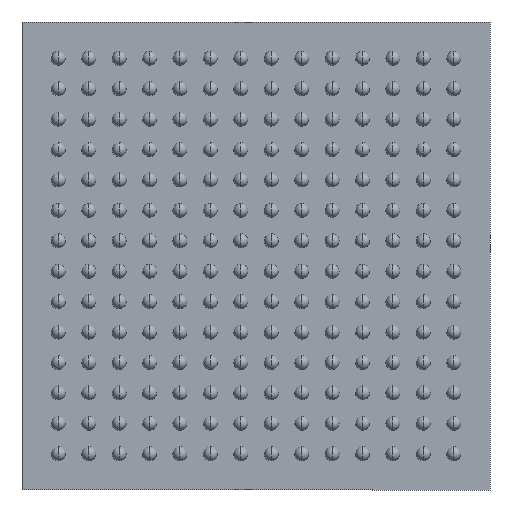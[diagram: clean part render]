
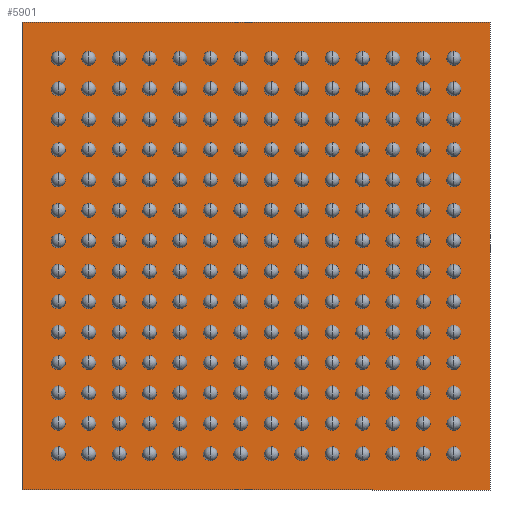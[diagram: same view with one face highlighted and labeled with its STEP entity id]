
A CAD part, front view. The second image highlights one B-rep face of the part: STEP entity #5901.
In plain terms, the highlighted planar face has unit normal (0, -1, 0).
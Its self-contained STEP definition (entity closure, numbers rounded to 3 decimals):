
#659 = LINE ( 'NONE', #11687, #9706 ) ;
#822 = EDGE_LOOP ( 'NONE', ( #9507, #15217, #5408, #14509 ) ) ;
#1218 = CARTESIAN_POINT ( 'NONE',  ( 5., 0., -5. ) ) ;
#1678 = DIRECTION ( 'NONE',  ( 0., 1., 0. ) ) ;
#1706 = VECTOR ( 'NONE', #7509, 1000. ) ;
#1792 = CARTESIAN_POINT ( 'NONE',  ( -5., 0., 5. ) ) ;
#2944 = CARTESIAN_POINT ( 'NONE',  ( -5., 0., 5. ) ) ;
#3686 = VECTOR ( 'NONE', #15366, 1000. ) ;
#4319 = FACE_OUTER_BOUND ( 'NONE', #822, .T. ) ;
#5145 = LINE ( 'NONE', #16419, #1706 ) ;
#5408 = ORIENTED_EDGE ( 'NONE', *, *, #9129, .F. ) ;
#5901 = ADVANCED_FACE ( 'NONE', ( #4319 ), #8090, .F. ) ;
#6153 = EDGE_CURVE ( 'NONE', #10196, #6361, #16119, .T. ) ;
#6361 = VERTEX_POINT ( 'NONE', #6675 ) ;
#6675 = CARTESIAN_POINT ( 'NONE',  ( -5., 0., -5. ) ) ;
#7509 = DIRECTION ( 'NONE',  ( 1., 0., 0. ) ) ;
#8090 = PLANE ( 'NONE',  #12628 ) ;
#8311 = DIRECTION ( 'NONE',  ( 0., 0., 1. ) ) ;
#9129 = EDGE_CURVE ( 'NONE', #15485, #10196, #659, .T. ) ;
#9311 = VERTEX_POINT ( 'NONE', #2944 ) ;
#9507 = ORIENTED_EDGE ( 'NONE', *, *, #9577, .F. ) ;
#9577 = EDGE_CURVE ( 'NONE', #6361, #9311, #11856, .T. ) ;
#9706 = VECTOR ( 'NONE', #14315, 1000. ) ;
#10196 = VERTEX_POINT ( 'NONE', #15841 ) ;
#10787 = CARTESIAN_POINT ( 'NONE',  ( 0., 0., 0. ) ) ;
#11687 = CARTESIAN_POINT ( 'NONE',  ( 5., 0., 5. ) ) ;
#11856 = LINE ( 'NONE', #1792, #12242 ) ;
#12242 = VECTOR ( 'NONE', #12388, 1000. ) ;
#12388 = DIRECTION ( 'NONE',  ( 0., 0., 1. ) ) ;
#12628 = AXIS2_PLACEMENT_3D ( 'NONE', #10787, #1678, #8311 ) ;
#14315 = DIRECTION ( 'NONE',  ( 0., 0., -1. ) ) ;
#14509 = ORIENTED_EDGE ( 'NONE', *, *, #16209, .F. ) ;
#15217 = ORIENTED_EDGE ( 'NONE', *, *, #6153, .F. ) ;
#15366 = DIRECTION ( 'NONE',  ( -1., 0., 0. ) ) ;
#15485 = VERTEX_POINT ( 'NONE', #16179 ) ;
#15841 = CARTESIAN_POINT ( 'NONE',  ( 5., 0., -5. ) ) ;
#16119 = LINE ( 'NONE', #1218, #3686 ) ;
#16179 = CARTESIAN_POINT ( 'NONE',  ( 5., 0., 5. ) ) ;
#16209 = EDGE_CURVE ( 'NONE', #9311, #15485, #5145, .T. ) ;
#16419 = CARTESIAN_POINT ( 'NONE',  ( 5., 0., 5. ) ) ;
